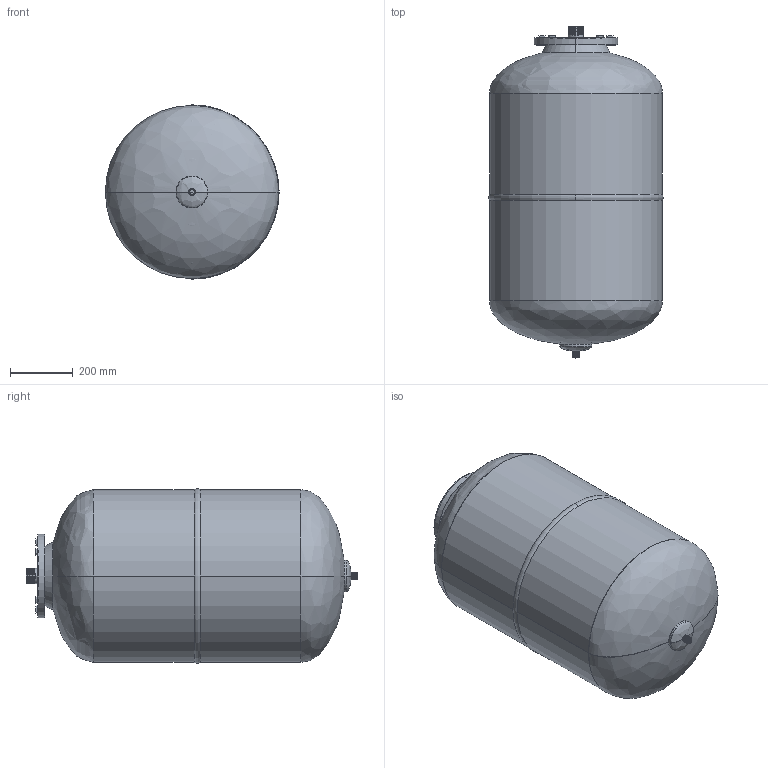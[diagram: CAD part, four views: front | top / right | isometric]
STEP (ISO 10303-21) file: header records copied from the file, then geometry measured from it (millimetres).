
FILE_DESCRIPTION (( 'STEP AP203' ), '1' );
FILE_NAME ('80TX.STEP', '2021-03-10T16:14:04', ( '' ), ( '' ), 'SwSTEP 2.0', 'SolidWorks 2021', '' );
FILE_SCHEMA (( 'CONFIG_CONTROL_DESIGN' ));
Length unit declared in the file: inch
Products named in the file (1): 80TX
Bounding box: 554.4 x 1056 x 554.67 mm (x, y, z)
Volume: 3752177.5 mm3; surface area: 3864856.9 mm2
Topology: 11 solids, 11 shells, 330 faces, 726 edges, 414 vertices
Faces by surface type: cone 168, plane 72, cylinder 72, bspline 16, torus 2
Entity records: 10387 total; most frequent: CARTESIAN_POINT 3063, DIRECTION 1586, ORIENTED_EDGE 1444, EDGE_CURVE 722, AXIS2_PLACEMENT_3D 601, VERTEX_POINT 414, VECTOR 384, LINE 384
